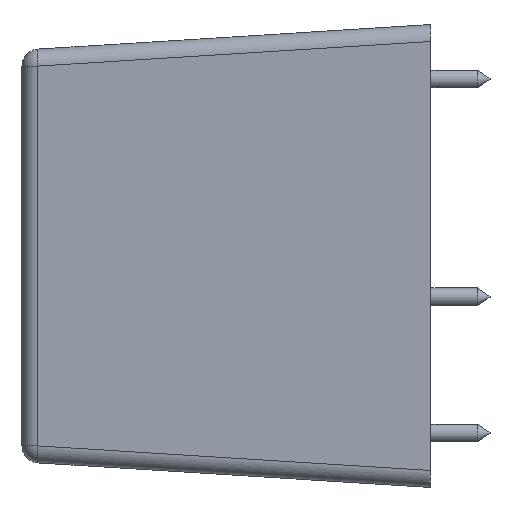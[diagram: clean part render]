
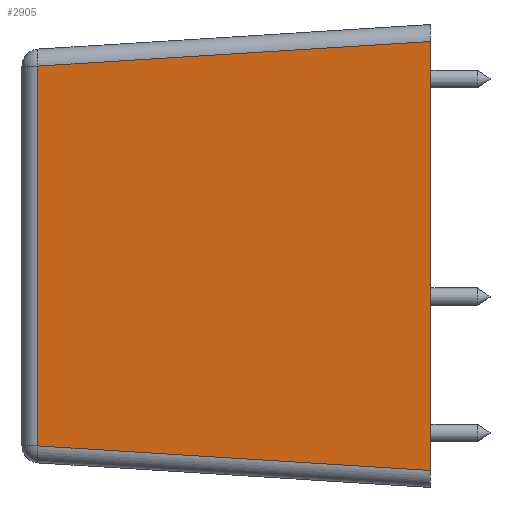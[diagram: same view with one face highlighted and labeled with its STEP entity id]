
A CAD part, left-side view. The second image highlights one B-rep face of the part: STEP entity #2905.
In plain terms, the highlighted planar face has unit normal (-0.998, 0.062, 0).
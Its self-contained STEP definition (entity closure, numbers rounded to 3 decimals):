
#38 = DIRECTION ( 'NONE',  ( 0., 0., -1. ) ) ;
#203 = DIRECTION ( 'NONE',  ( 0.062, 0.996, -0.062 ) ) ;
#233 = CARTESIAN_POINT ( 'NONE',  ( -24.657, 24.688, 11.059 ) ) ;
#334 = DIRECTION ( 'NONE',  ( -0.998, 0.062, 0. ) ) ;
#384 = CARTESIAN_POINT ( 'NONE',  ( -24.759, 23.062, 0. ) ) ;
#595 = CARTESIAN_POINT ( 'NONE',  ( -24.759, 23.062, -11.161 ) ) ;
#754 = ORIENTED_EDGE ( 'NONE', *, *, #2782, .T. ) ;
#794 = CARTESIAN_POINT ( 'NONE',  ( -24.657, 24.688, -11.059 ) ) ;
#801 = VECTOR ( 'NONE', #3542, 1000. ) ;
#853 = CARTESIAN_POINT ( 'NONE',  ( -24.759, 23.062, 11.161 ) ) ;
#901 = VERTEX_POINT ( 'NONE', #2139 ) ;
#1592 = LINE ( 'NONE', #384, #3261 ) ;
#1712 = VERTEX_POINT ( 'NONE', #4106 ) ;
#1975 = CARTESIAN_POINT ( 'NONE',  ( -24.7, 24., 0. ) ) ;
#2028 = EDGE_CURVE ( 'NONE', #4424, #3272, #1592, .T. ) ;
#2125 = EDGE_CURVE ( 'NONE', #3272, #901, #4077, .T. ) ;
#2139 = CARTESIAN_POINT ( 'NONE',  ( -26.2, 0., -12.602 ) ) ;
#2258 = ORIENTED_EDGE ( 'NONE', *, *, #2028, .T. ) ;
#2578 = EDGE_LOOP ( 'NONE', ( #2258, #2741, #2842, #754 ) ) ;
#2723 = AXIS2_PLACEMENT_3D ( 'NONE', #1975, #334, #38 ) ;
#2741 = ORIENTED_EDGE ( 'NONE', *, *, #2125, .T. ) ;
#2782 = EDGE_CURVE ( 'NONE', #1712, #4424, #4006, .T. ) ;
#2788 = DIRECTION ( 'NONE',  ( 0., 0., -1. ) ) ;
#2842 = ORIENTED_EDGE ( 'NONE', *, *, #4296, .T. ) ;
#2905 = ADVANCED_FACE ( 'NONE', ( #3142 ), #3041, .T. ) ;
#3041 = PLANE ( 'NONE',  #2723 ) ;
#3142 = FACE_OUTER_BOUND ( 'NONE', #2578, .T. ) ;
#3261 = VECTOR ( 'NONE', #2788, 1000. ) ;
#3272 = VERTEX_POINT ( 'NONE', #595 ) ;
#3349 = LINE ( 'NONE', #3361, #3791 ) ;
#3359 = VECTOR ( 'NONE', #203, 1000. ) ;
#3361 = CARTESIAN_POINT ( 'NONE',  ( -26.2, 0., 13.6 ) ) ;
#3542 = DIRECTION ( 'NONE',  ( -0.062, -0.996, -0.062 ) ) ;
#3791 = VECTOR ( 'NONE', #4043, 1000. ) ;
#4006 = LINE ( 'NONE', #233, #3359 ) ;
#4043 = DIRECTION ( 'NONE',  ( 0., 0., 1. ) ) ;
#4077 = LINE ( 'NONE', #794, #801 ) ;
#4106 = CARTESIAN_POINT ( 'NONE',  ( -26.2, 0., 12.602 ) ) ;
#4296 = EDGE_CURVE ( 'NONE', #901, #1712, #3349, .T. ) ;
#4424 = VERTEX_POINT ( 'NONE', #853 ) ;
